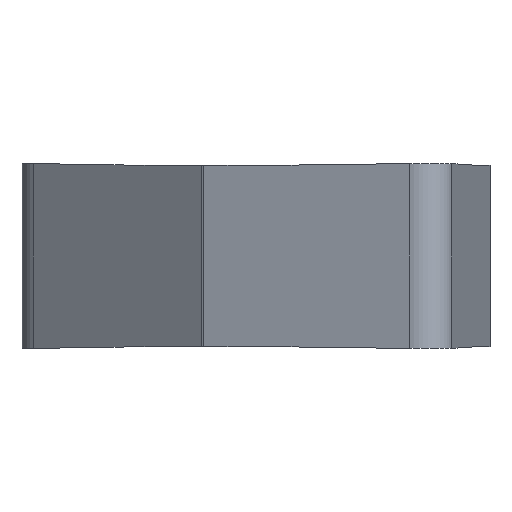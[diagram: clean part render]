
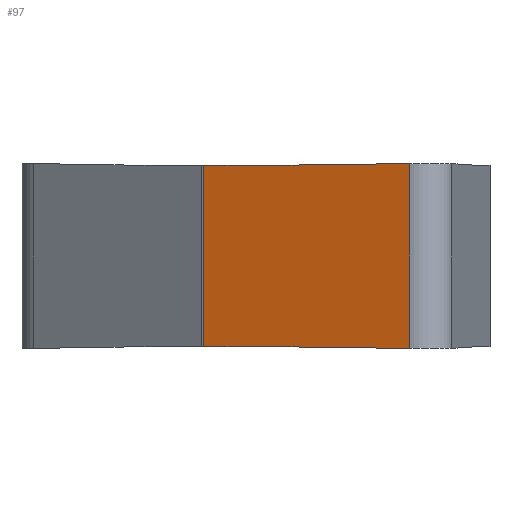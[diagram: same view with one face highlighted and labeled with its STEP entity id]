
A CAD part, left-side view. The second image highlights one B-rep face of the part: STEP entity #97.
In plain terms, the highlighted planar face has unit normal (-0.94, 0.342, 0).
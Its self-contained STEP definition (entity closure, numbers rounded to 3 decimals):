
#45=PLANE('',#458);
#56=FACE_OUTER_BOUND('',#128,.T.);
#63=LINE('',#20472,#75);
#67=LINE('',#20479,#79);
#75=VECTOR('',#473,1.);
#79=VECTOR('',#483,1.);
#97=ADVANCED_FACE('',(#56),#45,.T.);
#128=EDGE_LOOP('',(#238,#239,#240,#241,#242,#243,#244,#245));
#238=ORIENTED_EDGE('',*,*,#364,.T.);
#239=ORIENTED_EDGE('',*,*,#387,.F.);
#240=ORIENTED_EDGE('',*,*,#342,.T.);
#241=ORIENTED_EDGE('',*,*,#341,.T.);
#242=ORIENTED_EDGE('',*,*,#340,.T.);
#243=ORIENTED_EDGE('',*,*,#383,.T.);
#244=ORIENTED_EDGE('',*,*,#366,.T.);
#245=ORIENTED_EDGE('',*,*,#365,.T.);
#284=VERTEX_POINT('',#667);
#285=VERTEX_POINT('',#672);
#286=VERTEX_POINT('',#677);
#287=VERTEX_POINT('',#682);
#308=VERTEX_POINT('',#10587);
#309=VERTEX_POINT('',#10592);
#310=VERTEX_POINT('',#10597);
#311=VERTEX_POINT('',#10602);
#340=EDGE_CURVE('',#285,#284,#408,.T.);
#341=EDGE_CURVE('',#286,#285,#409,.T.);
#342=EDGE_CURVE('',#287,#286,#410,.T.);
#364=EDGE_CURVE('',#309,#308,#432,.T.);
#365=EDGE_CURVE('',#310,#309,#433,.T.);
#366=EDGE_CURVE('',#311,#310,#434,.T.);
#383=EDGE_CURVE('',#284,#311,#63,.T.);
#387=EDGE_CURVE('',#287,#308,#67,.T.);
#408=B_SPLINE_CURVE_WITH_KNOTS('',3,(#668,#669,#670,#671),.UNSPECIFIED.,
 .F.,.F.,(4,4),(0.,1.),.UNSPECIFIED.);
#409=B_SPLINE_CURVE_WITH_KNOTS('',3,(#673,#674,#675,#676),.UNSPECIFIED.,
 .F.,.F.,(4,4),(0.,1.),.UNSPECIFIED.);
#410=B_SPLINE_CURVE_WITH_KNOTS('',3,(#678,#679,#680,#681),.UNSPECIFIED.,
 .F.,.F.,(4,4),(0.,1.),.UNSPECIFIED.);
#432=B_SPLINE_CURVE_WITH_KNOTS('',3,(#10588,#10589,#10590,#10591),
 .UNSPECIFIED.,.F.,.F.,(4,4),(0.,1.),.UNSPECIFIED.);
#433=B_SPLINE_CURVE_WITH_KNOTS('',3,(#10593,#10594,#10595,#10596),
 .UNSPECIFIED.,.F.,.F.,(4,4),(0.,1.),.UNSPECIFIED.);
#434=B_SPLINE_CURVE_WITH_KNOTS('',3,(#10598,#10599,#10600,#10601),
 .UNSPECIFIED.,.F.,.F.,(4,4),(0.,1.),.UNSPECIFIED.);
#458=AXIS2_PLACEMENT_3D('',#20485,#492,#493);
#473=DIRECTION('',(0.,0.,-1.));
#483=DIRECTION('',(0.,0.,-1.));
#492=DIRECTION('',(-0.94,0.342,0.));
#493=DIRECTION('',(0.342,0.94,0.));
#667=CARTESIAN_POINT('',(-4.2,2.385,-0.144));
#668=CARTESIAN_POINT('',(-4.833,0.647,-0.144));
#669=CARTESIAN_POINT('',(-4.622,1.226,-0.144));
#670=CARTESIAN_POINT('',(-4.411,1.806,-0.144));
#671=CARTESIAN_POINT('',(-4.2,2.385,-0.144));
#672=CARTESIAN_POINT('',(-4.833,0.647,-0.144));
#673=CARTESIAN_POINT('',(-4.854,0.59,-0.144));
#674=CARTESIAN_POINT('',(-4.847,0.609,-0.144));
#675=CARTESIAN_POINT('',(-4.84,0.628,-0.144));
#676=CARTESIAN_POINT('',(-4.833,0.647,-0.144));
#677=CARTESIAN_POINT('',(-4.854,0.59,-0.144));
#678=CARTESIAN_POINT('',(-6.09,-2.809,-0.1));
#679=CARTESIAN_POINT('',(-5.678,-1.676,-0.115));
#680=CARTESIAN_POINT('',(-5.266,-0.543,-0.129));
#681=CARTESIAN_POINT('',(-4.854,0.59,-0.144));
#682=CARTESIAN_POINT('',(-6.09,-2.809,-0.1));
#10587=CARTESIAN_POINT('',(-6.09,-2.809,-4.76));
#10588=CARTESIAN_POINT('',(-4.854,0.59,-4.716));
#10589=CARTESIAN_POINT('',(-5.266,-0.543,-4.731));
#10590=CARTESIAN_POINT('',(-5.678,-1.676,-4.745));
#10591=CARTESIAN_POINT('',(-6.09,-2.809,-4.76));
#10592=CARTESIAN_POINT('',(-4.854,0.59,-4.716));
#10593=CARTESIAN_POINT('',(-4.833,0.647,-4.716));
#10594=CARTESIAN_POINT('',(-4.84,0.628,-4.716));
#10595=CARTESIAN_POINT('',(-4.847,0.609,-4.716));
#10596=CARTESIAN_POINT('',(-4.854,0.59,-4.716));
#10597=CARTESIAN_POINT('',(-4.833,0.647,-4.716));
#10598=CARTESIAN_POINT('',(-4.2,2.385,-4.716));
#10599=CARTESIAN_POINT('',(-4.411,1.806,-4.716));
#10600=CARTESIAN_POINT('',(-4.622,1.226,-4.716));
#10601=CARTESIAN_POINT('',(-4.833,0.647,-4.716));
#10602=CARTESIAN_POINT('',(-4.2,2.385,-4.716));
#20472=CARTESIAN_POINT('',(-4.2,2.385,0.1));
#20479=CARTESIAN_POINT('',(-6.09,-2.809,0.1));
#20485=CARTESIAN_POINT('',(-6.09,-2.809,0.1));
